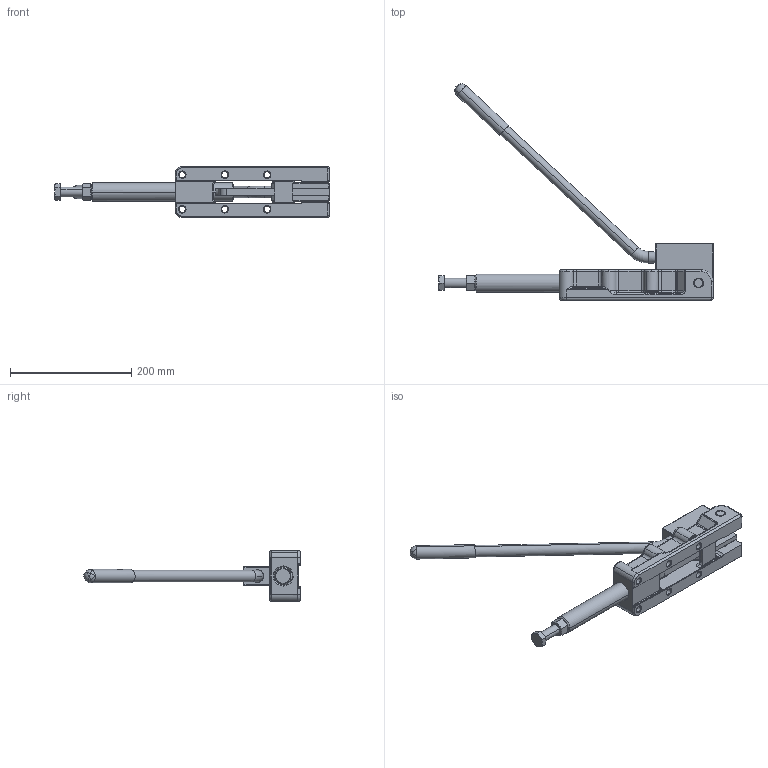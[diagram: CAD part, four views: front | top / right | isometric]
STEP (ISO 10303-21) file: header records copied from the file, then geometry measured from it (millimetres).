
FILE_DESCRIPTION(('CATIA V5 STEP Exchange'),'2;1');
FILE_NAME('SCHUBSTANGENSPANNER_TS_P_5000_90L_357892.stp','2018-08-16T12:04:13+00:00',('none'),('none'),'CATIA Version 5 Release 19 SP 9 (IN-10)','CATIA V5 STEP AP214','none');
FILE_SCHEMA(('AUTOMOTIVE_DESIGN { 1 0 10303 214 1 1 1 1 }'));
Length unit declared in the file: millimetre
Products named in the file (1): SCHUBSTANGENSPANNER_TS_P_5000_90L_357892
Bounding box: 452 x 356.27 x 84.49 mm (x, y, z)
Volume: 1042910.2 mm3; surface area: 188678.3 mm2
Topology: 1 solids, 7 shells, 531 faces, 1607 edges, 1076 vertices
Faces by surface type: cylinder 183, plane 110, bspline 96, cone 78, torus 52, sphere 12
Entity records: 22583 total; most frequent: CARTESIAN_POINT 10146, ORIENTED_EDGE 3170, DIRECTION 1659, EDGE_CURVE 1585, VERTEX_POINT 1076, AXIS2_PLACEMENT_3D 768, B_SPLINE_CURVE_WITH_KNOTS 636, EDGE_LOOP 567
